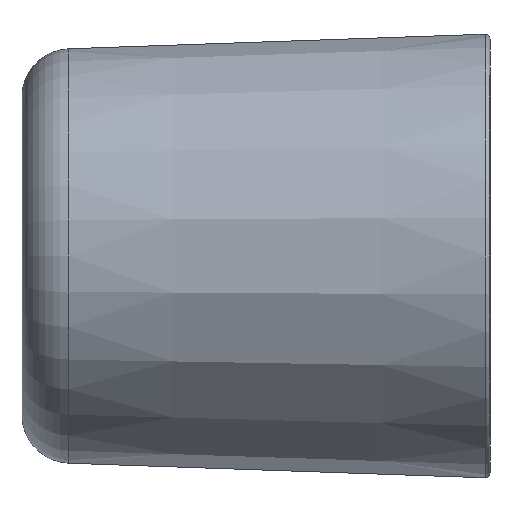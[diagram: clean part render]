
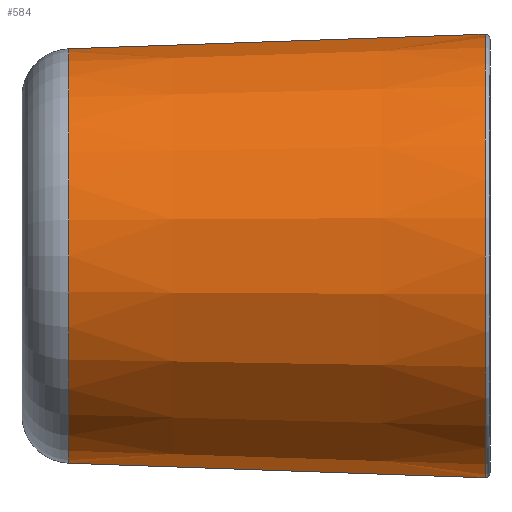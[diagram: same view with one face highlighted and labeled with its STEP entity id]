
A CAD part, left-side view. The second image highlights one B-rep face of the part: STEP entity #584.
In plain terms, the highlighted conical face has half-angle 2 degrees and reference radius 4.6 mm.
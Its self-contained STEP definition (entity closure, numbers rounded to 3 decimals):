
#22=CONICAL_SURFACE('',#721,4.6,0.035);
#60=LINE('',#1096,#87);
#63=LINE('',#1110,#90);
#87=VECTOR('',#913,10.);
#90=VECTOR('',#936,10.);
#136=FACE_OUTER_BOUND('',#179,.T.);
#179=EDGE_LOOP('',(#528,#529,#530,#531));
#228=CIRCLE('',#704,4.596);
#236=CIRCLE('',#720,4.295);
#280=VERTEX_POINT('',#1075);
#281=VERTEX_POINT('',#1079);
#285=VERTEX_POINT('',#1095);
#286=VERTEX_POINT('',#1104);
#354=EDGE_CURVE('',#281,#280,#228,.T.);
#361=EDGE_CURVE('',#280,#285,#60,.T.);
#368=EDGE_CURVE('',#285,#286,#236,.T.);
#369=EDGE_CURVE('',#281,#286,#63,.T.);
#528=ORIENTED_EDGE('',*,*,#354,.F.);
#529=ORIENTED_EDGE('',*,*,#369,.T.);
#530=ORIENTED_EDGE('',*,*,#368,.F.);
#531=ORIENTED_EDGE('',*,*,#361,.F.);
#584=ADVANCED_FACE('',(#136),#22,.T.);
#704=AXIS2_PLACEMENT_3D('',#1081,#894,#895);
#720=AXIS2_PLACEMENT_3D('',#1108,#932,#933);
#721=AXIS2_PLACEMENT_3D('',#1109,#934,#935);
#894=DIRECTION('center_axis',(0.,-1.,0.));
#895=DIRECTION('ref_axis',(-1.,0.,0.));
#913=DIRECTION('',(0.,0.999,0.035));
#932=DIRECTION('center_axis',(0.,1.,0.));
#933=DIRECTION('ref_axis',(-1.,0.,0.));
#934=DIRECTION('center_axis',(0.,-1.,0.));
#935=DIRECTION('ref_axis',(0.,0.,-1.));
#936=DIRECTION('',(0.,0.999,-0.035));
#1075=CARTESIAN_POINT('',(-5.5,2.803,-4.596));
#1079=CARTESIAN_POINT('',(-5.5,2.803,4.596));
#1081=CARTESIAN_POINT('Origin',(-5.5,2.803,0.));
#1095=CARTESIAN_POINT('',(-5.5,11.435,-4.295));
#1096=CARTESIAN_POINT('',(-5.5,2.7,-4.6));
#1104=CARTESIAN_POINT('',(-5.5,11.435,4.295));
#1108=CARTESIAN_POINT('Origin',(-5.5,11.435,0.));
#1109=CARTESIAN_POINT('Origin',(-5.5,2.7,0.));
#1110=CARTESIAN_POINT('',(-5.5,2.7,4.6));
